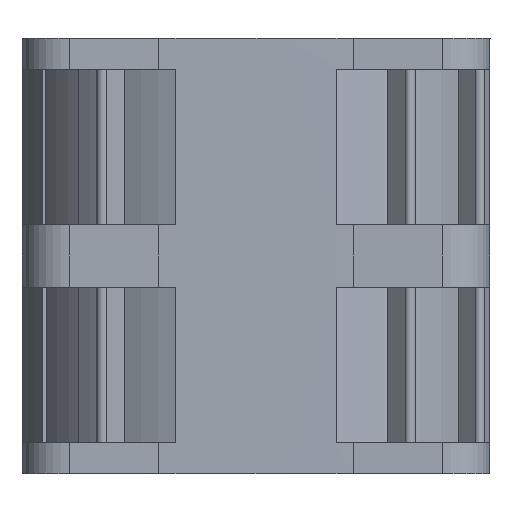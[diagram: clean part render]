
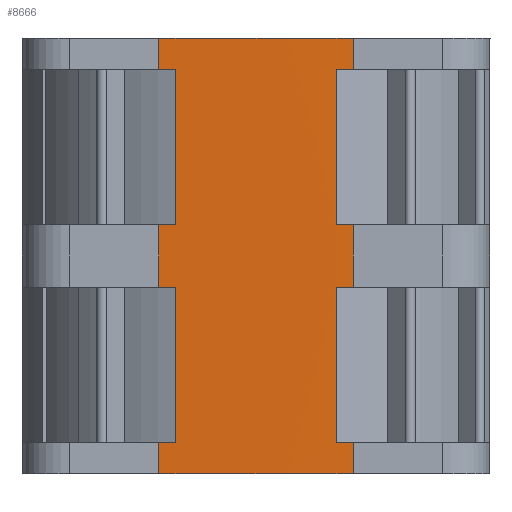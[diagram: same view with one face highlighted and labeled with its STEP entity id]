
A CAD part, front view. The second image highlights one B-rep face of the part: STEP entity #8666.
In plain terms, the highlighted cylindrical face has radius 781.3 mm (diameter 1562.6 mm), a partial arc.
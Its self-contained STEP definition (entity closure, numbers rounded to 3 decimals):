
#534=CARTESIAN_POINT('',(0.,751.2,-5.6));
#535=DIRECTION('',(0.,0.,1.));
#536=DIRECTION('',(-0.016,-1.,0.));
#537=AXIS2_PLACEMENT_3D('',#534,#535,#536);
#730=CARTESIAN_POINT('',(0.,751.2,-1.6));
#731=DIRECTION('',(0.,0.,-1.));
#732=DIRECTION('',(-0.013,-1.,0.));
#733=AXIS2_PLACEMENT_3D('',#730,#731,#732);
#850=CARTESIAN_POINT('',(0.,751.2,18.4));
#851=DIRECTION('',(0.,0.,1.));
#852=DIRECTION('',(-0.016,-1.,0.));
#853=AXIS2_PLACEMENT_3D('',#850,#851,#852);
#907=DIRECTION('',(0.,0.,-1.));
#908=VECTOR('',#907,20.);
#909=CARTESIAN_POINT('',(-10.302,-30.032,18.4));
#910=LINE('',#909,#908);
#911=DIRECTION('',(0.,0.,1.));
#912=VECTOR('',#911,4.);
#913=CARTESIAN_POINT('',(-12.5,-30.,-5.6));
#914=LINE('',#913,#912);
#915=DIRECTION('',(0.,0.,1.));
#916=VECTOR('',#915,8.);
#917=CARTESIAN_POINT('',(-12.5,-30.,18.4));
#918=LINE('',#917,#916);
#919=DIRECTION('',(0.,0.,-1.));
#920=VECTOR('',#919,20.);
#921=CARTESIAN_POINT('',(10.302,-30.032,46.4));
#922=LINE('',#921,#920);
#931=DIRECTION('',(0.,0.,1.));
#932=VECTOR('',#931,8.);
#933=CARTESIAN_POINT('',(12.5,-30.,18.4));
#934=LINE('',#933,#932);
#1232=CARTESIAN_POINT('',(0.,751.2,26.4));
#1233=DIRECTION('',(0.,0.,-1.));
#1234=DIRECTION('',(-0.013,-1.,0.));
#1235=AXIS2_PLACEMENT_3D('',#1232,#1233,#1234);
#1314=CARTESIAN_POINT('',(0.,751.2,46.4));
#1315=DIRECTION('',(0.,0.,1.));
#1316=DIRECTION('',(-0.016,-1.,0.));
#1317=AXIS2_PLACEMENT_3D('',#1314,#1315,#1316);
#1481=CARTESIAN_POINT('',(0.,751.2,50.4));
#1482=DIRECTION('',(0.,0.,-1.));
#1483=DIRECTION('',(0.016,-1.,0.));
#1484=AXIS2_PLACEMENT_3D('',#1481,#1482,#1483);
#2469=CARTESIAN_POINT('',(0.,751.2,46.4));
#2470=DIRECTION('',(0.,0.,1.));
#2471=DIRECTION('',(0.013,-1.,0.));
#2472=AXIS2_PLACEMENT_3D('',#2469,#2470,#2471);
#2600=CARTESIAN_POINT('',(0.,751.2,26.4));
#2601=DIRECTION('',(0.,0.,-1.));
#2602=DIRECTION('',(0.016,-1.,0.));
#2603=AXIS2_PLACEMENT_3D('',#2600,#2601,#2602);
#2651=CARTESIAN_POINT('',(0.,751.2,18.4));
#2652=DIRECTION('',(0.,0.,1.));
#2653=DIRECTION('',(0.013,-1.,0.));
#2654=AXIS2_PLACEMENT_3D('',#2651,#2652,#2653);
#2784=CARTESIAN_POINT('',(0.,751.2,-1.6));
#2785=DIRECTION('',(0.,0.,-1.));
#2786=DIRECTION('',(0.016,-1.,0.));
#2787=AXIS2_PLACEMENT_3D('',#2784,#2785,#2786);
#2836=DIRECTION('',(0.,0.,1.));
#2837=VECTOR('',#2836,4.);
#2838=CARTESIAN_POINT('',(12.5,-30.,-5.6));
#2839=LINE('',#2838,#2837);
#2840=DIRECTION('',(0.,0.,1.));
#2841=VECTOR('',#2840,20.);
#2842=CARTESIAN_POINT('',(10.302,-30.032,-1.6));
#2843=LINE('',#2842,#2841);
#2864=DIRECTION('',(0.,0.,1.));
#2865=VECTOR('',#2864,4.);
#2866=CARTESIAN_POINT('',(12.5,-30.,46.4));
#2867=LINE('',#2866,#2865);
#2896=DIRECTION('',(0.,0.,-1.));
#2897=VECTOR('',#2896,4.);
#2898=CARTESIAN_POINT('',(-12.5,-30.,50.4));
#2899=LINE('',#2898,#2897);
#4284=DIRECTION('',(0.,0.,-1.));
#4285=VECTOR('',#4284,20.);
#4286=CARTESIAN_POINT('',(-10.302,-30.032,46.4));
#4287=LINE('',#4286,#4285);
#6129=CARTESIAN_POINT('',(12.5,-30.,50.4));
#6131=VERTEX_POINT('',#6129);
#6133=CARTESIAN_POINT('',(-12.5,-30.,50.4));
#6134=VERTEX_POINT('',#6133);
#6177=CARTESIAN_POINT('',(10.302,-30.032,46.4));
#6178=VERTEX_POINT('',#6177);
#6179=CARTESIAN_POINT('',(12.5,-30.,46.4));
#6180=VERTEX_POINT('',#6179);
#6283=CARTESIAN_POINT('',(-12.5,-30.,46.4));
#6284=CARTESIAN_POINT('',(-10.302,-30.032,46.4));
#6285=VERTEX_POINT('',#6283);
#6286=VERTEX_POINT('',#6284);
#6353=CARTESIAN_POINT('',(12.5,-30.,26.4));
#6354=CARTESIAN_POINT('',(10.302,-30.032,26.4));
#6355=VERTEX_POINT('',#6353);
#6356=VERTEX_POINT('',#6354);
#6439=CARTESIAN_POINT('',(-10.302,-30.032,26.4));
#6440=VERTEX_POINT('',#6439);
#6441=CARTESIAN_POINT('',(-12.5,-30.,26.4));
#6442=VERTEX_POINT('',#6441);
#6529=CARTESIAN_POINT('',(10.302,-30.032,18.4));
#6530=VERTEX_POINT('',#6529);
#6531=CARTESIAN_POINT('',(12.5,-30.,18.4));
#6532=VERTEX_POINT('',#6531);
#6623=CARTESIAN_POINT('',(-12.5,-30.,18.4));
#6624=VERTEX_POINT('',#6623);
#6625=CARTESIAN_POINT('',(-10.302,-30.032,18.4));
#6626=VERTEX_POINT('',#6625);
#6701=CARTESIAN_POINT('',(12.5,-30.,-1.6));
#6703=VERTEX_POINT('',#6701);
#6705=CARTESIAN_POINT('',(10.302,-30.032,-1.6));
#6706=VERTEX_POINT('',#6705);
#6755=CARTESIAN_POINT('',(-10.302,-30.032,-1.6));
#6756=VERTEX_POINT('',#6755);
#6757=CARTESIAN_POINT('',(-12.5,-30.,-1.6));
#6758=VERTEX_POINT('',#6757);
#6815=CARTESIAN_POINT('',(-12.5,-30.,-5.6));
#6816=VERTEX_POINT('',#6815);
#6818=CARTESIAN_POINT('',(12.5,-30.,-5.6));
#6820=VERTEX_POINT('',#6818);
#8623=CARTESIAN_POINT('',(0.,751.2,50.96));
#8624=DIRECTION('',(0.,0.,-1.));
#8625=DIRECTION('',(1.,0.,0.));
#8626=AXIS2_PLACEMENT_3D('',#8623,#8624,#8625);
#8627=CYLINDRICAL_SURFACE('',#8626,781.3);
#8629=ORIENTED_EDGE('',*,*,#8628,.F.);
#8631=ORIENTED_EDGE('',*,*,#8630,.F.);
#8633=ORIENTED_EDGE('',*,*,#8632,.F.);
#8635=ORIENTED_EDGE('',*,*,#8634,.F.);
#8637=ORIENTED_EDGE('',*,*,#8636,.F.);
#8638=ORIENTED_EDGE('',*,*,#8221,.F.);
#8640=ORIENTED_EDGE('',*,*,#8639,.T.);
#8641=ORIENTED_EDGE('',*,*,#8401,.F.);
#8642=ORIENTED_EDGE('',*,*,#8617,.F.);
#8643=ORIENTED_EDGE('',*,*,#8513,.F.);
#8645=ORIENTED_EDGE('',*,*,#8644,.T.);
#8647=ORIENTED_EDGE('',*,*,#8646,.F.);
#8649=ORIENTED_EDGE('',*,*,#8648,.F.);
#8651=ORIENTED_EDGE('',*,*,#8650,.F.);
#8653=ORIENTED_EDGE('',*,*,#8652,.F.);
#8655=ORIENTED_EDGE('',*,*,#8654,.F.);
#8657=ORIENTED_EDGE('',*,*,#8656,.F.);
#8659=ORIENTED_EDGE('',*,*,#8658,.F.);
#8661=ORIENTED_EDGE('',*,*,#8660,.T.);
#8663=ORIENTED_EDGE('',*,*,#8662,.F.);
#8664=EDGE_LOOP('',(#8629,#8631,#8633,#8635,#8637,#8638,#8640,#8641,#8642,#8643,
#8645,#8647,#8649,#8651,#8653,#8655,#8657,#8659,#8661,#8663));
#8665=FACE_OUTER_BOUND('',#8664,.F.);
#8666=ADVANCED_FACE('',(#8665),#8627,.T.);
#538=CIRCLE('',#537,781.3);
#734=CIRCLE('',#733,781.3);
#854=CIRCLE('',#853,781.3);
#1236=CIRCLE('',#1235,781.3);
#1318=CIRCLE('',#1317,781.3);
#1485=CIRCLE('',#1484,781.3);
#2473=CIRCLE('',#2472,781.3);
#2604=CIRCLE('',#2603,781.3);
#2655=CIRCLE('',#2654,781.3);
#2788=CIRCLE('',#2787,781.3);
#8221=EDGE_CURVE('',#6816,#6820,#538,.T.);
#8401=EDGE_CURVE('',#6756,#6758,#734,.T.);
#8513=EDGE_CURVE('',#6624,#6626,#854,.T.);
#8617=EDGE_CURVE('',#6626,#6756,#910,.T.);
#8628=EDGE_CURVE('',#6532,#6355,#934,.T.);
#8630=EDGE_CURVE('',#6530,#6532,#2655,.T.);
#8632=EDGE_CURVE('',#6706,#6530,#2843,.T.);
#8634=EDGE_CURVE('',#6703,#6706,#2788,.T.);
#8636=EDGE_CURVE('',#6820,#6703,#2839,.T.);
#8639=EDGE_CURVE('',#6816,#6758,#914,.T.);
#8644=EDGE_CURVE('',#6624,#6442,#918,.T.);
#8646=EDGE_CURVE('',#6440,#6442,#1236,.T.);
#8648=EDGE_CURVE('',#6286,#6440,#4287,.T.);
#8650=EDGE_CURVE('',#6285,#6286,#1318,.T.);
#8652=EDGE_CURVE('',#6134,#6285,#2899,.T.);
#8654=EDGE_CURVE('',#6131,#6134,#1485,.T.);
#8656=EDGE_CURVE('',#6180,#6131,#2867,.T.);
#8658=EDGE_CURVE('',#6178,#6180,#2473,.T.);
#8660=EDGE_CURVE('',#6178,#6356,#922,.T.);
#8662=EDGE_CURVE('',#6355,#6356,#2604,.T.);
